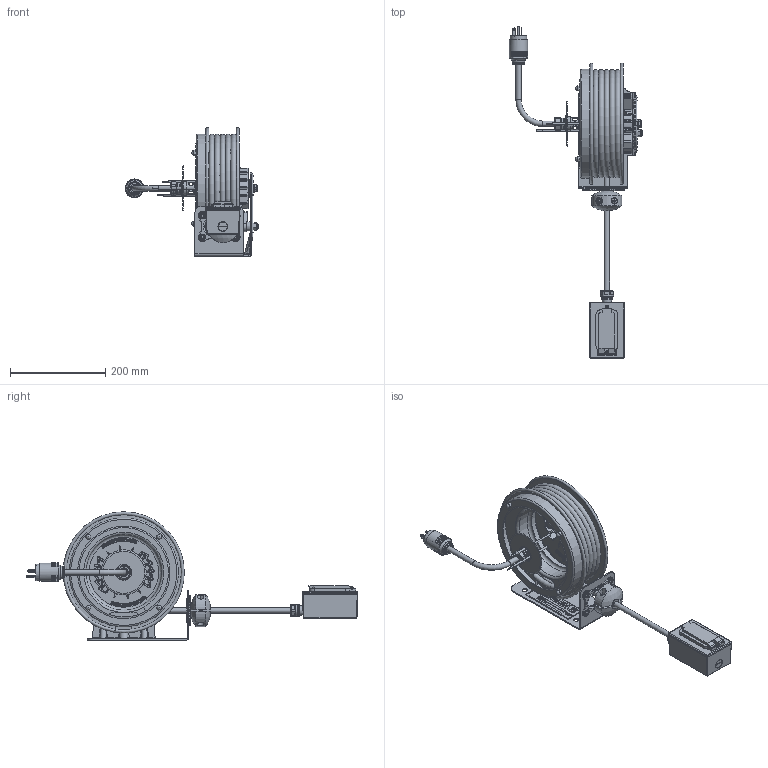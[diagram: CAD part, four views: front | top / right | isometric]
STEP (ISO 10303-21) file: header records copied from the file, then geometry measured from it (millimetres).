
FILE_DESCRIPTION(/* description */ (''),/* implementation_level */ '2;1');
FILE_NAME(/* name */ 'PC10-3012-F_SHARED.stp',/* time_stamp */ '2020-03-10T08:42:31-07:00',/* author */ ('NMelton'),/* organization */ (''),/* preprocessor_version */ 'ST-DEVELOPER v17',/* originating_system */ 'Autodesk Inventor 2019',/* authorisation */ '');
FILE_SCHEMA (('AUTOMOTIVE_DESIGN { 1 0 10303 214 3 1 1 }'));
Products named in the file (1): PC10-3012-F_SHARED
Bounding box: 279.1 x 695.7 x 269.36 mm (x, y, z)
Surface area: 626824.9 mm2 (no closed solid volume)
Topology: 0 solids, 128 shells, 3346 faces, 12671 edges, 9173 vertices
Faces by surface type: plane 1795, bspline 694, cylinder 599, torus 168, cone 60, sphere 30
Full cylindrical faces by diameter (mm): 2.286 x3, 2.667 x2, 3.111 x2, 3.81 x7, 4.7 x46, 5.258 x2, 5.55 x2, 6.35 x46, 7.112 x2, 7.925 x1, 8.001 x1, 9.525 x1, 10.16 x4, 10.317 x4, 10.668 x5, 11.303 x3, 12.255 x1, 12.446 x1, 12.497 x2, 12.509 x1, 12.7 x1, 13.462 x2, 13.843 x2, 15.875 x1, 18.542 x1, 18.745 x1, 18.923 x1, 19.05 x2, 19.736 x1, 20.625 x2
Entity records: 170164 total; most frequent: CARTESIAN_POINT 69003, ORIENTED_EDGE 20547, DIRECTION 16761, EDGE_CURVE 12651, VERTEX_POINT 9174, LINE 7155, VECTOR 7155, AXIS2_PLACEMENT_3D 4803
